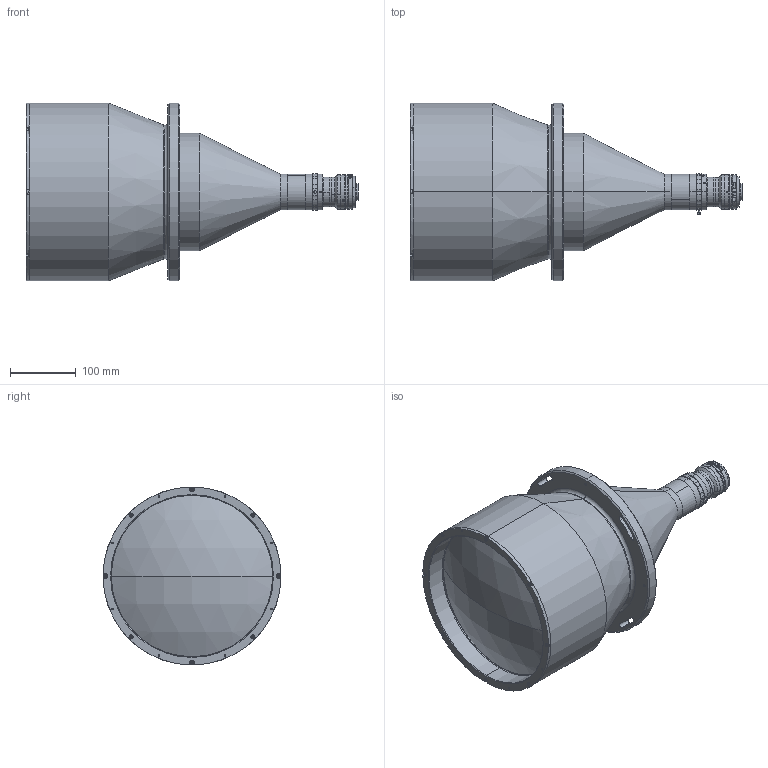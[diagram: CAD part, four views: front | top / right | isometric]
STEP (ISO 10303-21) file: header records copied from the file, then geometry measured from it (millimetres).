
FILE_DESCRIPTION (( 'STEP AP203' ), '1' );
FILE_NAME ('XF-10MDT0075X350-1.1C-VI.STEP', '2024-01-16T06:07:51', ( '' ), ( '' ), 'SwSTEP 2.0', 'SolidWorks 2022', '' );
FILE_SCHEMA (( 'CONFIG_CONTROL_DESIGN' ));
Length unit declared in the file: millimetre
Products named in the file (1): XF-10MDT0075X350-1.1C-VI
Bounding box: 503.92 x 270 x 270 mm (x, y, z)
Surface area: 463433.4 mm2 (no closed solid volume)
Topology: 0 solids, 55 shells, 400 faces, 1300 edges, 942 vertices
Faces by surface type: cylinder 193, plane 135, cone 36, torus 32, sphere 4
Entity records: 16412 total; most frequent: CARTESIAN_POINT 4695, DIRECTION 2562, ORIENTED_EDGE 2076, EDGE_CURVE 1300, AXIS2_PLACEMENT_3D 992, VERTEX_POINT 942, CIRCLE 591, LINE 578
